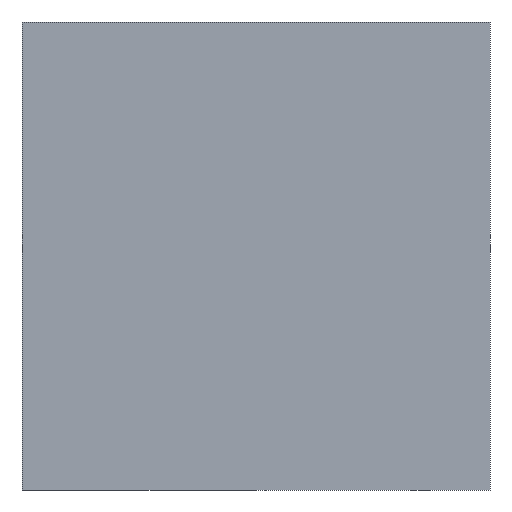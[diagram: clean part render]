
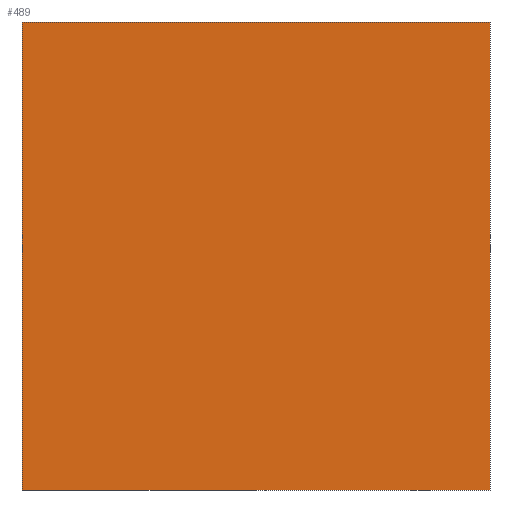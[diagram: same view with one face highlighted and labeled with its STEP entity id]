
A CAD part, left-side view. The second image highlights one B-rep face of the part: STEP entity #489.
In plain terms, the highlighted planar face has unit normal (-1, 0, 0).
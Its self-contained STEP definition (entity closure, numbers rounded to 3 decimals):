
#370=CARTESIAN_POINT('POINT29',(-50.,50.,50.));
#371=VERTEX_POINT('VERTEX29',#370);
#378=CARTESIAN_POINT('POINT30',(-50.,-50.,50.));
#379=VERTEX_POINT('VERTEX30',#378);
#380=CARTESIAN_POINT('POS43',(-50.,0.,50.));
#381=DIRECTION('DIR57',(0.,-1.,0.));
#382=VECTOR('VEC29',#381,1.);
#383=LINE('STRAIGHT29',#380,#382);
#384=EDGE_CURVE('EDGE40',#371,#379,#383,.T.);
#443=CARTESIAN_POINT('POINT36',(-50.,50.,-50.));
#444=VERTEX_POINT('VERTEX36',#443);
#451=CARTESIAN_POINT('POS49',(-50.,50.,0.));
#452=DIRECTION('DIR64',(0.,0.,-1.));
#453=VECTOR('VEC34',#452,1.);
#454=LINE('STRAIGHT34',#451,#453);
#455=EDGE_CURVE('EDGE49',#371,#444,#454,.T.);
#466=ORIENTED_EDGE('COEDGE83',*,*,#455,.T.);
#467=CARTESIAN_POINT('POINT37',(-50.,-50.,-50.));
#468=VERTEX_POINT('VERTEX37',#467);
#469=CARTESIAN_POINT('POS51',(-50.,0.,-50.));
#470=DIRECTION('DIR67',(0.,1.,0.));
#471=VECTOR('VEC35',#470,1.);
#472=LINE('STRAIGHT35',#469,#471);
#473=EDGE_CURVE('EDGE50',#468,#444,#472,.T.);
#474=ORIENTED_EDGE('COEDGE84',*,*,#473,.F.);
#475=CARTESIAN_POINT('POS52',(-50.,-50.,0.));
#476=DIRECTION('DIR68',(0.,0.,-1.));
#477=VECTOR('VEC36',#476,1.);
#478=LINE('STRAIGHT36',#475,#477);
#479=EDGE_CURVE('EDGE51',#379,#468,#478,.T.);
#480=ORIENTED_EDGE('COEDGE85',*,*,#479,.F.);
#481=ORIENTED_EDGE('COEDGE86',*,*,#384,.F.);
#482=EDGE_LOOP('NONE',(#466,#474,#480,#481));
#483=FACE_BOUND('LOOP1',#482,.T.);
#484=CARTESIAN_POINT('POS53',(-50.,0.,0.));
#485=DIRECTION('DIR69',(1.,0.,0.));
#486=DIRECTION('DIR70',(0.,1.,0.));
#487=AXIS2_PLACEMENT_3D('AXIS17',#484,#485,#486);
#488=PLANE('PLANE12',#487);
#489=ADVANCED_FACE('FACE15',(#483),#488,.F.);
